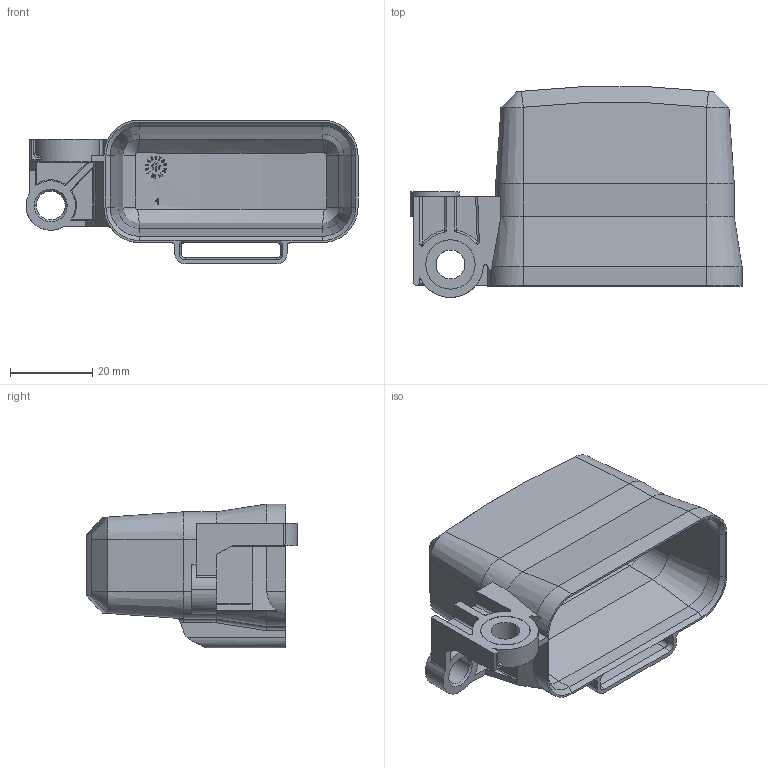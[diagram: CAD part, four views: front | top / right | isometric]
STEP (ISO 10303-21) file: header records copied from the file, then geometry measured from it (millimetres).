
FILE_DESCRIPTION((''),'2;1');
FILE_NAME('C27-1013-1_ASM','2018-06-14T07:47:45',('jwisneski'),(''),'CREO PARAMETRIC BY PTC INC, 2017110','CREO PARAMETRIC BY PTC INC, 2017110','');
FILE_SCHEMA(('CONFIG_CONTROL_DESIGN'));
Length unit declared in the file: millimetre
Products named in the file (3): C27-1013-1_COVER_MOLD; PC09-2000A-A000_NCF; C27-1013-1_ASM
Assembly tree (2 placements, depth 2):
  C27-1013-1_ASM
    C27-1013-1_COVER_MOLD
    PC09-2000A-A000_NCF
Bounding box: 80.62 x 51.21 x 34.95 mm (x, y, z)
Volume: 15849.2 mm3; surface area: 20806.9 mm2
Topology: 16 solids, 16 shells, 620 faces, 1595 edges, 1012 vertices
Faces by surface type: plane 245, extrusion 202, cylinder 104, cone 37, bspline 19, sphere 9, torus 4
Entity records: 20707 total; most frequent: CARTESIAN_POINT 6633, ORIENTED_EDGE 3190, DIRECTION 2201, EDGE_CURVE 1595, VECTOR 1091, VERTEX_POINT 1012, LINE 889, B_SPLINE_CURVE_WITH_KNOTS 757
